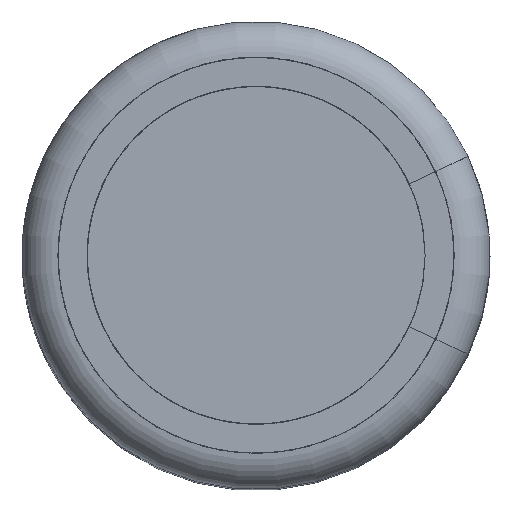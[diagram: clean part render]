
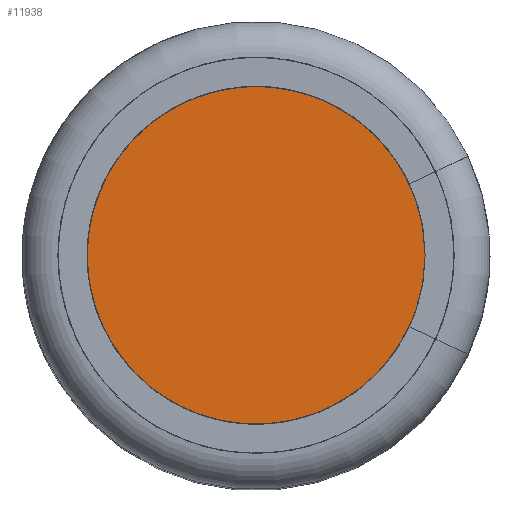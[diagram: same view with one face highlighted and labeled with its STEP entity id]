
A CAD part, top view. The second image highlights one B-rep face of the part: STEP entity #11938.
In plain terms, the highlighted planar face has unit normal (0, 0, 1).
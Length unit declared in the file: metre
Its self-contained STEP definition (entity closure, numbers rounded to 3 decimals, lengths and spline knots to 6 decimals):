
#321=CIRCLE('',#12500,0.014822);
#710=PLANE('',#12499);
#2612=ORIENTED_EDGE('',*,*,#4977,.F.);
#4977=EDGE_CURVE('',#6161,#6161,#321,.T.);
#6161=VERTEX_POINT('',#16100);
#7044=EDGE_LOOP('',(#2612));
#7651=FACE_BOUND('',#7044,.T.);
#11938=ADVANCED_FACE('',(#7651),#710,.T.);
#12499=AXIS2_PLACEMENT_3D('',#16098,#13685,#13686);
#12500=AXIS2_PLACEMENT_3D('',#16099,#13687,#13688);
#13685=DIRECTION('',(0.,0.,1.));
#13686=DIRECTION('',(1.,0.,0.));
#13687=DIRECTION('',(0.,0.,-1.));
#13688=DIRECTION('',(-1.,0.,0.));
#16098=CARTESIAN_POINT('',(-0.014822,0.,0.06078));
#16099=CARTESIAN_POINT('',(0.,0.,0.06078));
#16100=CARTESIAN_POINT('',(-0.014822,0.,0.06078));
